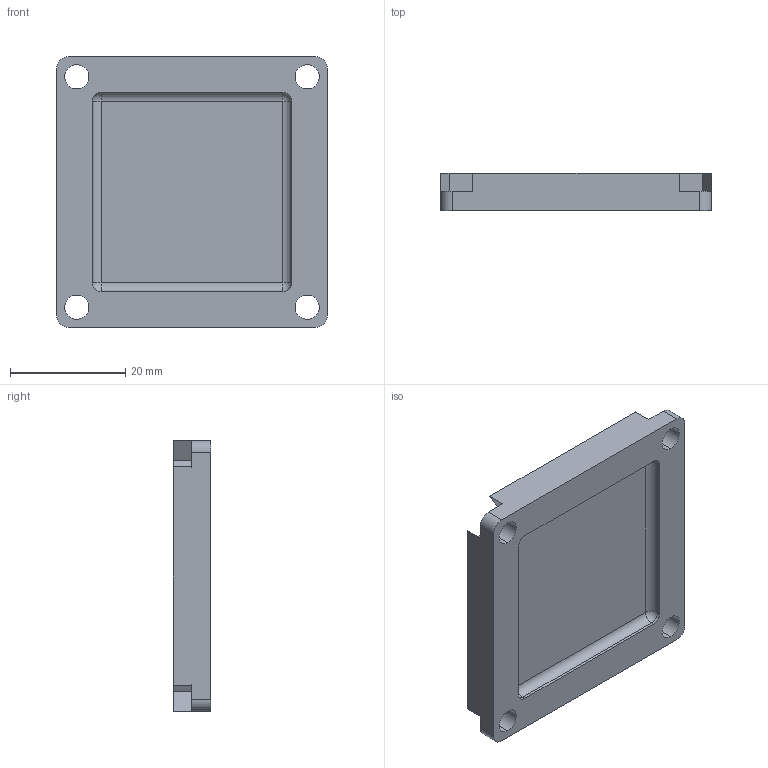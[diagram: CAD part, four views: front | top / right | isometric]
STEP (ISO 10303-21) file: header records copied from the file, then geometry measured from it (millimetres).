
FILE_DESCRIPTION (( 'STEP AP203' ), '1' );
FILE_NAME ('OCXO_down.STEP', '2022-01-26T02:51:56', ( '' ), ( '' ), 'SwSTEP 2.0', 'SolidWorks 2021', '' );
FILE_SCHEMA (( 'CONFIG_CONTROL_DESIGN' ));
Length unit declared in the file: millimetre
Products named in the file (1): OCXO_down
Bounding box: 47 x 6.5 x 47 mm (x, y, z)
Volume: 11267.8 mm3; surface area: 5932.7 mm2
Topology: 1 solids, 1 shells, 55 faces, 148 edges, 92 vertices
Faces by surface type: plane 31, cylinder 20, sphere 4
Entity records: 1775 total; most frequent: DIRECTION 296, CARTESIAN_POINT 292, ORIENTED_EDGE 288, EDGE_CURVE 144, VECTOR 104, LINE 104, AXIS2_PLACEMENT_3D 96, VERTEX_POINT 92
